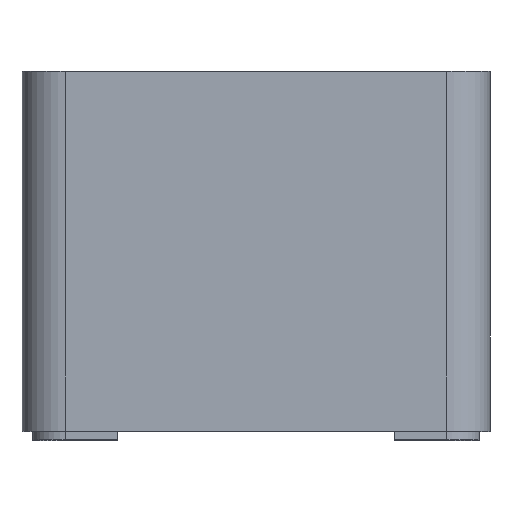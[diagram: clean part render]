
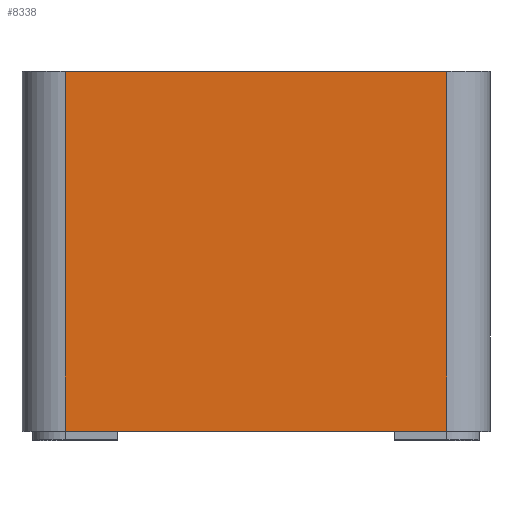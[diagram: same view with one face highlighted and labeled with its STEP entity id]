
A CAD part, top view. The second image highlights one B-rep face of the part: STEP entity #8338.
In plain terms, the highlighted planar face has unit normal (0, 0, 1).
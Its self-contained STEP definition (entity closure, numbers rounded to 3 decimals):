
#760=PLANE('',#8754);
#1193=FACE_OUTER_BOUND('',#1677,.T.);
#1677=EDGE_LOOP('',(#7807,#7808,#7809,#7810));
#1974=LINE('',#11959,#2732);
#2311=LINE('',#15437,#3069);
#2437=LINE('',#15773,#3195);
#2438=LINE('',#15775,#3196);
#2732=VECTOR('',#9440,10.);
#3069=VECTOR('',#9977,10.);
#3195=VECTOR('',#10333,10.);
#3196=VECTOR('',#10336,10.);
#3761=VERTEX_POINT('',#11956);
#3762=VERTEX_POINT('',#11958);
#4056=VERTEX_POINT('',#15434);
#4057=VERTEX_POINT('',#15436);
#4672=EDGE_CURVE('',#3762,#3761,#1974,.T.);
#5210=EDGE_CURVE('',#4056,#4057,#2311,.T.);
#5378=EDGE_CURVE('',#3761,#4057,#2437,.T.);
#5379=EDGE_CURVE('',#3762,#4056,#2438,.T.);
#7807=ORIENTED_EDGE('',*,*,#4672,.T.);
#7808=ORIENTED_EDGE('',*,*,#5378,.T.);
#7809=ORIENTED_EDGE('',*,*,#5210,.F.);
#7810=ORIENTED_EDGE('',*,*,#5379,.F.);
#8338=ADVANCED_FACE('',(#1193),#760,.T.);
#8754=AXIS2_PLACEMENT_3D('',#15774,#10334,#10335);
#9440=DIRECTION('',(1.,0.,0.));
#9977=DIRECTION('',(1.,0.,0.));
#10333=DIRECTION('',(0.,1.,0.));
#10334=DIRECTION('center_axis',(0.,0.,1.));
#10335=DIRECTION('ref_axis',(1.,0.,0.));
#10336=DIRECTION('',(0.,1.,0.));
#11956=CARTESIAN_POINT('',(22.,0.,27.));
#11958=CARTESIAN_POINT('',(-22.,0.,27.));
#11959=CARTESIAN_POINT('',(-22.,0.,27.));
#15434=CARTESIAN_POINT('',(-22.,41.5,27.));
#15436=CARTESIAN_POINT('',(22.,41.5,27.));
#15437=CARTESIAN_POINT('',(-22.,41.5,27.));
#15773=CARTESIAN_POINT('',(22.,0.,27.));
#15774=CARTESIAN_POINT('Origin',(-22.,0.,27.));
#15775=CARTESIAN_POINT('',(-22.,0.,27.));
